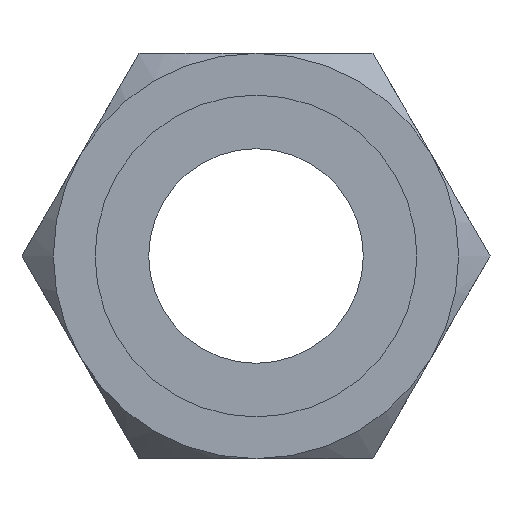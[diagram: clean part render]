
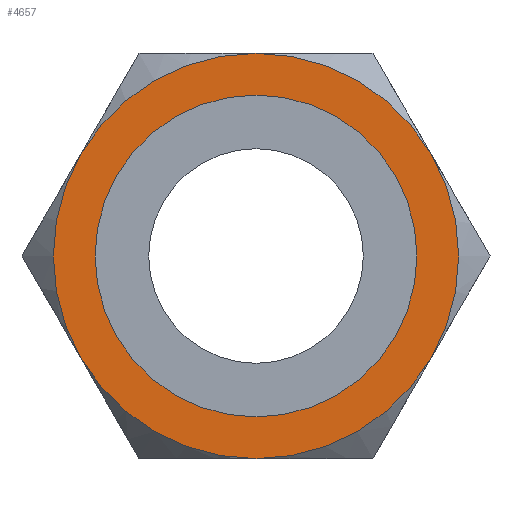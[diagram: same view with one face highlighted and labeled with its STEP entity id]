
A CAD part, left-side view. The second image highlights one B-rep face of the part: STEP entity #4657.
In plain terms, the highlighted planar face has unit normal (-1, 0, 0).
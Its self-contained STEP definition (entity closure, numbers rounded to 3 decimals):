
#82 = DIRECTION ( 'NONE',  ( 0., 0., -1. ) ) ;
#112 = DIRECTION ( 'NONE',  ( 0., 0., -1. ) ) ;
#253 = DIRECTION ( 'NONE',  ( 0., 0., -1. ) ) ;
#330 = AXIS2_PLACEMENT_3D ( 'NONE', #5281, #1714, #3538 ) ;
#622 = CIRCLE ( 'NONE', #4406, 8.5 ) ;
#712 = CIRCLE ( 'NONE', #2232, 8.5 ) ;
#821 = DIRECTION ( 'NONE',  ( 0., 0., -1. ) ) ;
#830 = EDGE_CURVE ( 'NONE', #2353, #2190, #3168, .T. ) ;
#894 = ORIENTED_EDGE ( 'NONE', *, *, #5354, .F. ) ;
#921 = CARTESIAN_POINT ( 'NONE',  ( 19., 0., 0. ) ) ;
#960 = CARTESIAN_POINT ( 'NONE',  ( 19., 0., 0. ) ) ;
#1000 = AXIS2_PLACEMENT_3D ( 'NONE', #1272, #4890, #82 ) ;
#1064 = ORIENTED_EDGE ( 'NONE', *, *, #5059, .F. ) ;
#1204 = AXIS2_PLACEMENT_3D ( 'NONE', #1749, #4873, #821 ) ;
#1242 = EDGE_LOOP ( 'NONE', ( #3038, #5116, #894, #5279, #1388, #2858 ) ) ;
#1272 = CARTESIAN_POINT ( 'NONE',  ( 19., 0., 0. ) ) ;
#1388 = ORIENTED_EDGE ( 'NONE', *, *, #2057, .T. ) ;
#1487 = DIRECTION ( 'NONE',  ( -1., 0., 0. ) ) ;
#1614 = CARTESIAN_POINT ( 'NONE',  ( 19., 7.361, -4.25 ) ) ;
#1714 = DIRECTION ( 'NONE',  ( -1., 0., 0. ) ) ;
#1716 = CARTESIAN_POINT ( 'NONE',  ( 19., 7.361, 4.25 ) ) ;
#1749 = CARTESIAN_POINT ( 'NONE',  ( 19., 0., 0. ) ) ;
#1797 = CARTESIAN_POINT ( 'NONE',  ( 19., -7.361, 4.25 ) ) ;
#1833 = CIRCLE ( 'NONE', #5825, 8.5 ) ;
#1868 = CARTESIAN_POINT ( 'NONE',  ( 19., 0., 0. ) ) ;
#2057 = EDGE_CURVE ( 'NONE', #2911, #2190, #1833, .T. ) ;
#2097 = EDGE_CURVE ( 'NONE', #4878, #3484, #712, .T. ) ;
#2190 = VERTEX_POINT ( 'NONE', #1716 ) ;
#2202 = FACE_BOUND ( 'NONE', #2630, .T. ) ;
#2232 = AXIS2_PLACEMENT_3D ( 'NONE', #3273, #5073, #2386 ) ;
#2274 = EDGE_CURVE ( 'NONE', #3484, #2353, #2508, .T. ) ;
#2353 = VERTEX_POINT ( 'NONE', #1614 ) ;
#2386 = DIRECTION ( 'NONE',  ( 0., 0., -1. ) ) ;
#2453 = VERTEX_POINT ( 'NONE', #2881 ) ;
#2508 = CIRCLE ( 'NONE', #5533, 8.5 ) ;
#2630 = EDGE_LOOP ( 'NONE', ( #4596, #1064 ) ) ;
#2809 = CIRCLE ( 'NONE', #3383, 8.5 ) ;
#2858 = ORIENTED_EDGE ( 'NONE', *, *, #830, .F. ) ;
#2881 = CARTESIAN_POINT ( 'NONE',  ( 19., 0., -6.75 ) ) ;
#2886 = CARTESIAN_POINT ( 'NONE',  ( 19., 0., 6.75 ) ) ;
#2911 = VERTEX_POINT ( 'NONE', #3701 ) ;
#3038 = ORIENTED_EDGE ( 'NONE', *, *, #2274, .F. ) ;
#3042 = DIRECTION ( 'NONE',  ( 1., 0., 0. ) ) ;
#3168 = CIRCLE ( 'NONE', #1000, 8.5 ) ;
#3211 = DIRECTION ( 'NONE',  ( -1., 0., 0. ) ) ;
#3244 = DIRECTION ( 'NONE',  ( 0., 0., 1. ) ) ;
#3273 = CARTESIAN_POINT ( 'NONE',  ( 19., 0., 0. ) ) ;
#3383 = AXIS2_PLACEMENT_3D ( 'NONE', #921, #5445, #112 ) ;
#3484 = VERTEX_POINT ( 'NONE', #4443 ) ;
#3538 = DIRECTION ( 'NONE',  ( 0., 0., 1. ) ) ;
#3701 = CARTESIAN_POINT ( 'NONE',  ( 19., 0., 8.5 ) ) ;
#3804 = EDGE_CURVE ( 'NONE', #2911, #5437, #622, .T. ) ;
#3972 = VERTEX_POINT ( 'NONE', #2886 ) ;
#4058 = EDGE_CURVE ( 'NONE', #3972, #2453, #4129, .T. ) ;
#4129 = CIRCLE ( 'NONE', #330, 6.75 ) ;
#4327 = CARTESIAN_POINT ( 'NONE',  ( 19., 0., 0. ) ) ;
#4368 = CARTESIAN_POINT ( 'NONE',  ( 19., -7.361, -4.25 ) ) ;
#4406 = AXIS2_PLACEMENT_3D ( 'NONE', #5284, #3042, #4840 ) ;
#4417 = CIRCLE ( 'NONE', #5649, 6.75 ) ;
#4443 = CARTESIAN_POINT ( 'NONE',  ( 19., 0., -8.5 ) ) ;
#4596 = ORIENTED_EDGE ( 'NONE', *, *, #4058, .F. ) ;
#4657 = ADVANCED_FACE ( 'NONE', ( #2202, #5234 ), #5820, .F. ) ;
#4794 = DIRECTION ( 'NONE',  ( 1., 0., 0. ) ) ;
#4840 = DIRECTION ( 'NONE',  ( 0., 0., -1. ) ) ;
#4873 = DIRECTION ( 'NONE',  ( 1., 0., 0. ) ) ;
#4878 = VERTEX_POINT ( 'NONE', #4368 ) ;
#4890 = DIRECTION ( 'NONE',  ( 1., 0., 0. ) ) ;
#5059 = EDGE_CURVE ( 'NONE', #2453, #3972, #4417, .T. ) ;
#5073 = DIRECTION ( 'NONE',  ( 1., 0., 0. ) ) ;
#5098 = DIRECTION ( 'NONE',  ( 0., 0., 1. ) ) ;
#5116 = ORIENTED_EDGE ( 'NONE', *, *, #2097, .F. ) ;
#5234 = FACE_OUTER_BOUND ( 'NONE', #1242, .T. ) ;
#5279 = ORIENTED_EDGE ( 'NONE', *, *, #3804, .F. ) ;
#5281 = CARTESIAN_POINT ( 'NONE',  ( 19., 0., 0. ) ) ;
#5284 = CARTESIAN_POINT ( 'NONE',  ( 19., 0., 0. ) ) ;
#5354 = EDGE_CURVE ( 'NONE', #5437, #4878, #2809, .T. ) ;
#5437 = VERTEX_POINT ( 'NONE', #1797 ) ;
#5445 = DIRECTION ( 'NONE',  ( 1., 0., 0. ) ) ;
#5533 = AXIS2_PLACEMENT_3D ( 'NONE', #4327, #4794, #253 ) ;
#5649 = AXIS2_PLACEMENT_3D ( 'NONE', #960, #3211, #5098 ) ;
#5820 = PLANE ( 'NONE',  #1204 ) ;
#5825 = AXIS2_PLACEMENT_3D ( 'NONE', #1868, #1487, #3244 ) ;
